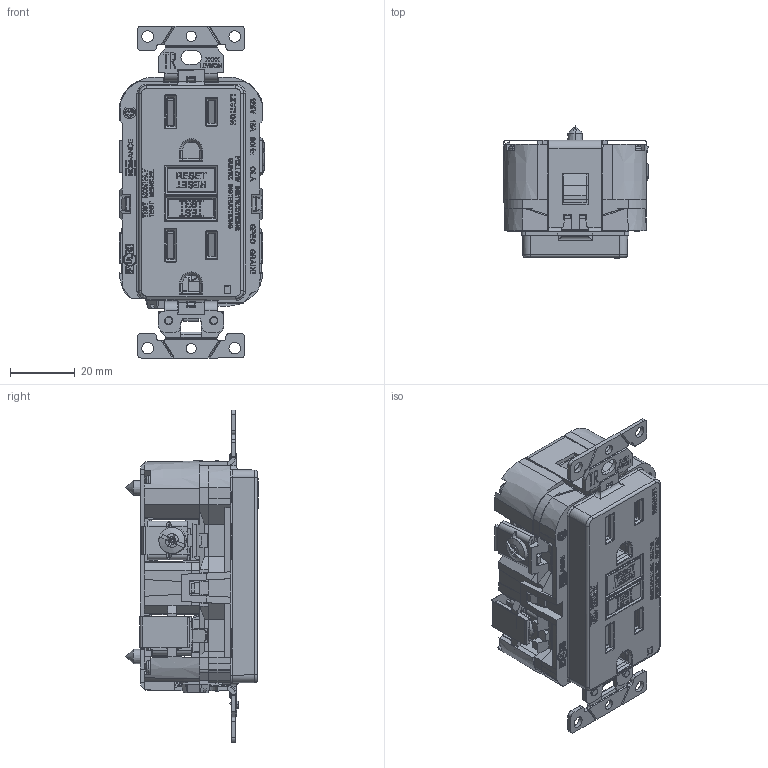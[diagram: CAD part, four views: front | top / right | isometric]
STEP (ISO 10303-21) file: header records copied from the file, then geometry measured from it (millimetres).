
FILE_DESCRIPTION (( 'STEP AP214' ), '1' );
FILE_NAME ('CATSTD-GFWT1-000-M01.STEP', '2020-08-25T15:19:54', ( '' ), ( '' ), 'SwSTEP 2.0', 'SolidWorks 2020', '' );
FILE_SCHEMA (( 'AUTOMOTIVE_DESIGN' ));
Length unit declared in the file: inch
Products named in the file (1): CATSTD-GFWT1-000-M01
Bounding box: 45.02 x 41.01 x 102.95 mm (x, y, z)
Surface area: 31521.7 mm2 (no closed solid volume)
Topology: 0 solids, 74 shells, 4571 faces, 20823 edges, 15716 vertices
Faces by surface type: plane 3164, bspline 968, cylinder 368, cone 62, torus 9
Entity records: 340338 total; most frequent: CARTESIAN_POINT 131959, ORIENTED_EDGE 30430, DIRECTION 23262, EDGE_CURVE 20819, VERTEX_POINT 15716, VECTOR 14416, LINE 14416, EDGE_LOOP 5184
